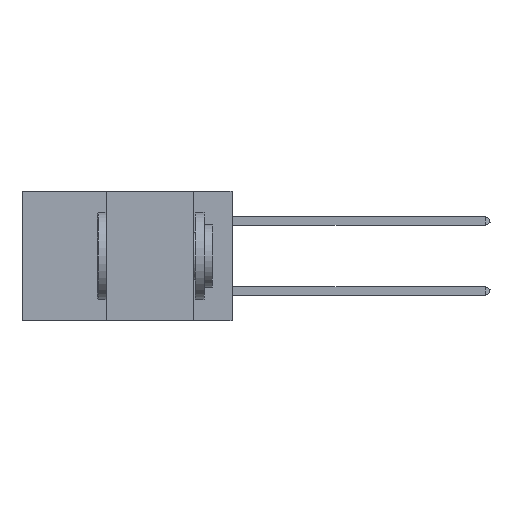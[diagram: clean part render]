
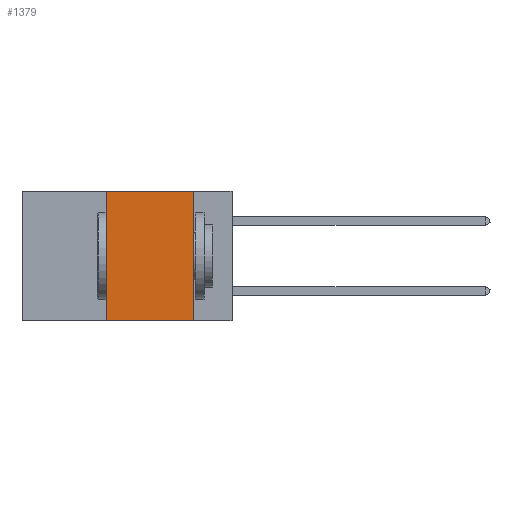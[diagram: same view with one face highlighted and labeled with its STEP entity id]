
A CAD part, left-side view. The second image highlights one B-rep face of the part: STEP entity #1379.
In plain terms, the highlighted planar face has unit normal (-1, 0, 0).
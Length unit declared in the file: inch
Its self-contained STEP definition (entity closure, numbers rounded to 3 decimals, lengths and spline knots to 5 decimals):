
#929 = LINE ( 'NONE', #32795, #15477 ) ;
#1379 = ADVANCED_FACE ( 'NONE', ( #4962 ), #2115, .F. ) ;
#2115 = PLANE ( 'NONE',  #11169 ) ;
#3183 = CARTESIAN_POINT ( 'NONE',  ( 0., 0.36, 0. ) ) ;
#4962 = FACE_OUTER_BOUND ( 'NONE', #18321, .T. ) ;
#5562 = LINE ( 'NONE', #31505, #21006 ) ;
#6844 = ORIENTED_EDGE ( 'NONE', *, *, #7562, .F. ) ;
#7562 = EDGE_CURVE ( 'NONE', #27016, #9231, #30025, .T. ) ;
#8491 = EDGE_CURVE ( 'NONE', #9231, #13814, #5562, .T. ) ;
#9095 = VECTOR ( 'NONE', #16449, 39.37008 ) ;
#9231 = VERTEX_POINT ( 'NONE', #3183 ) ;
#10021 = LINE ( 'NONE', #33658, #9095 ) ;
#11169 = AXIS2_PLACEMENT_3D ( 'NONE', #28169, #36819, #19605 ) ;
#12303 = EDGE_CURVE ( 'NONE', #27016, #32878, #929, .T. ) ;
#12491 = EDGE_CURVE ( 'NONE', #13814, #32878, #10021, .T. ) ;
#13814 = VERTEX_POINT ( 'NONE', #26749 ) ;
#15477 = VECTOR ( 'NONE', #35675, 39.37008 ) ;
#16449 = DIRECTION ( 'NONE',  ( 0., 0., -1. ) ) ;
#16993 = CARTESIAN_POINT ( 'NONE',  ( 0., 0.36, -0.37 ) ) ;
#18321 = EDGE_LOOP ( 'NONE', ( #20452, #29021, #6844, #29925 ) ) ;
#18747 = CARTESIAN_POINT ( 'NONE',  ( 0., 0.36, 0. ) ) ;
#19605 = DIRECTION ( 'NONE',  ( 0., 0., -1. ) ) ;
#20452 = ORIENTED_EDGE ( 'NONE', *, *, #12491, .F. ) ;
#21006 = VECTOR ( 'NONE', #37151, 39.37008 ) ;
#21467 = VECTOR ( 'NONE', #27315, 39.37008 ) ;
#21982 = CARTESIAN_POINT ( 'NONE',  ( 0., 0.11, -0.37 ) ) ;
#26749 = CARTESIAN_POINT ( 'NONE',  ( 0., 0.11, 0. ) ) ;
#27016 = VERTEX_POINT ( 'NONE', #16993 ) ;
#27315 = DIRECTION ( 'NONE',  ( 0., 0., 1. ) ) ;
#28169 = CARTESIAN_POINT ( 'NONE',  ( 0., 0.6, 0. ) ) ;
#29021 = ORIENTED_EDGE ( 'NONE', *, *, #8491, .F. ) ;
#29925 = ORIENTED_EDGE ( 'NONE', *, *, #12303, .T. ) ;
#30025 = LINE ( 'NONE', #18747, #21467 ) ;
#31505 = CARTESIAN_POINT ( 'NONE',  ( 0., 0.6, 0. ) ) ;
#32795 = CARTESIAN_POINT ( 'NONE',  ( 0., 0.6, -0.37 ) ) ;
#32878 = VERTEX_POINT ( 'NONE', #21982 ) ;
#33658 = CARTESIAN_POINT ( 'NONE',  ( 0., 0.11, 0. ) ) ;
#35675 = DIRECTION ( 'NONE',  ( 0., -1., 0. ) ) ;
#36819 = DIRECTION ( 'NONE',  ( 1., 0., 0. ) ) ;
#37151 = DIRECTION ( 'NONE',  ( 0., -1., 0. ) ) ;
